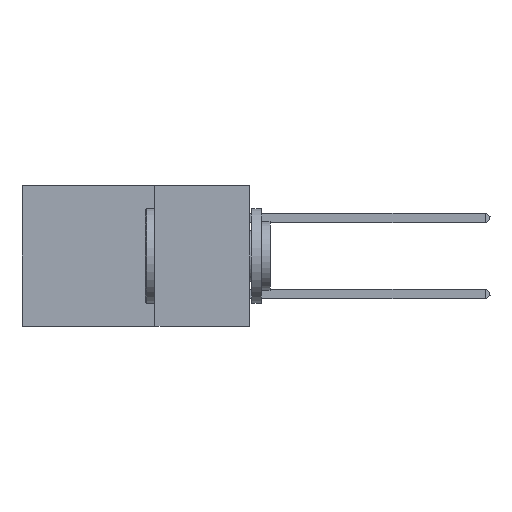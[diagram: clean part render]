
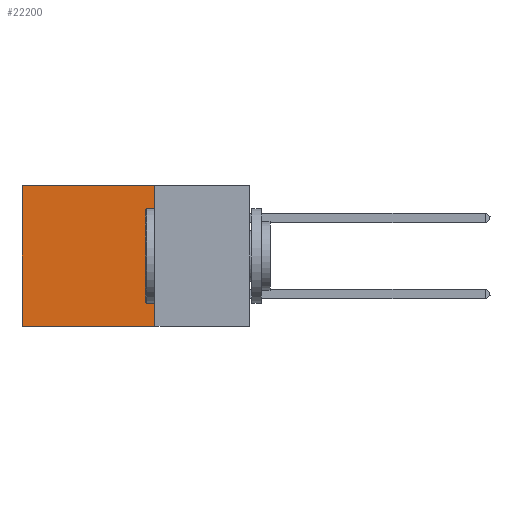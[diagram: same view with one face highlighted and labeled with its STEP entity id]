
A CAD part, left-side view. The second image highlights one B-rep face of the part: STEP entity #22200.
In plain terms, the highlighted planar face has unit normal (-1, 0, 0).
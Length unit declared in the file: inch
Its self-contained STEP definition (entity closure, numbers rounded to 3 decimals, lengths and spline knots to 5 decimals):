
#1584 = DIRECTION ( 'NONE',  ( 0., 1., 0. ) ) ;
#1879 = CARTESIAN_POINT ( 'NONE',  ( 0.2875, 0.25, 0. ) ) ;
#2777 = EDGE_LOOP ( 'NONE', ( #9968, #30166, #21033, #5919 ) ) ;
#4209 = LINE ( 'NONE', #14723, #21883 ) ;
#5191 = CARTESIAN_POINT ( 'NONE',  ( 0.2875, 0.25, 0. ) ) ;
#5561 = LINE ( 'NONE', #29371, #12370 ) ;
#5919 = ORIENTED_EDGE ( 'NONE', *, *, #11743, .T. ) ;
#7017 = LINE ( 'NONE', #20591, #17151 ) ;
#7110 = VERTEX_POINT ( 'NONE', #1879 ) ;
#9968 = ORIENTED_EDGE ( 'NONE', *, *, #13304, .T. ) ;
#10188 = DIRECTION ( 'NONE',  ( 0., 0., -1. ) ) ;
#11743 = EDGE_CURVE ( 'NONE', #7110, #26880, #5561, .T. ) ;
#12235 = DIRECTION ( 'NONE',  ( 0., 0., -1. ) ) ;
#12370 = VECTOR ( 'NONE', #27107, 39.37008 ) ;
#12615 = LINE ( 'NONE', #14962, #26171 ) ;
#12770 = FACE_OUTER_BOUND ( 'NONE', #2777, .T. ) ;
#13021 = EDGE_CURVE ( 'NONE', #28250, #13934, #7017, .T. ) ;
#13304 = EDGE_CURVE ( 'NONE', #26880, #13934, #12615, .T. ) ;
#13446 = CARTESIAN_POINT ( 'NONE',  ( 0.2875, 0.6, -0.37 ) ) ;
#13934 = VERTEX_POINT ( 'NONE', #13446 ) ;
#14389 = CARTESIAN_POINT ( 'NONE',  ( 0.2875, 0.6, 0. ) ) ;
#14723 = CARTESIAN_POINT ( 'NONE',  ( 0.2875, 0.25, 0. ) ) ;
#14962 = CARTESIAN_POINT ( 'NONE',  ( 0.2875, 0.6, 0. ) ) ;
#17151 = VECTOR ( 'NONE', #1584, 39.37008 ) ;
#17181 = PLANE ( 'NONE',  #23762 ) ;
#20591 = CARTESIAN_POINT ( 'NONE',  ( 0.2875, 0.25, -0.37 ) ) ;
#20822 = CARTESIAN_POINT ( 'NONE',  ( 0.2875, 0.25, -0.37 ) ) ;
#20948 = EDGE_CURVE ( 'NONE', #7110, #28250, #4209, .T. ) ;
#21033 = ORIENTED_EDGE ( 'NONE', *, *, #20948, .F. ) ;
#21883 = VECTOR ( 'NONE', #12235, 39.37008 ) ;
#22200 = ADVANCED_FACE ( 'NONE', ( #12770 ), #17181, .F. ) ;
#22463 = DIRECTION ( 'NONE',  ( 0., 0., -1. ) ) ;
#23762 = AXIS2_PLACEMENT_3D ( 'NONE', #5191, #26640, #10188 ) ;
#26171 = VECTOR ( 'NONE', #22463, 39.37008 ) ;
#26640 = DIRECTION ( 'NONE',  ( 1., 0., 0. ) ) ;
#26880 = VERTEX_POINT ( 'NONE', #14389 ) ;
#27107 = DIRECTION ( 'NONE',  ( 0., 1., 0. ) ) ;
#28250 = VERTEX_POINT ( 'NONE', #20822 ) ;
#29371 = CARTESIAN_POINT ( 'NONE',  ( 0.2875, 0.25, 0. ) ) ;
#30166 = ORIENTED_EDGE ( 'NONE', *, *, #13021, .F. ) ;
